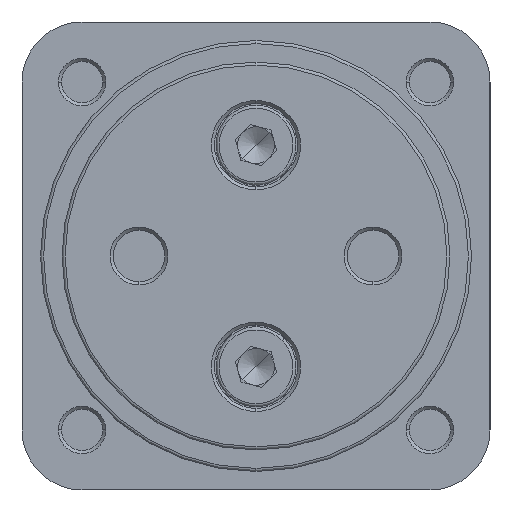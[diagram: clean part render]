
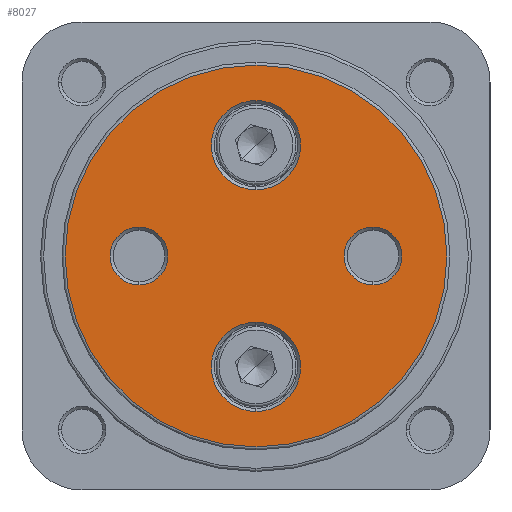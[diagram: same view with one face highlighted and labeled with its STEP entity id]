
A CAD part, left-side view. The second image highlights one B-rep face of the part: STEP entity #8027.
In plain terms, the highlighted planar face has unit normal (-1, 0, 0).
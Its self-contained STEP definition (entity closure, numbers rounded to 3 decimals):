
#10 = CARTESIAN_POINT ( 'NONE',  ( 0., 0., 25.25 ) ) ;
#16 = CARTESIAN_POINT ( 'NONE',  ( 0., -19., 4.7 ) ) ;
#18 = CARTESIAN_POINT ( 'NONE',  ( 0., -19., -4.7 ) ) ;
#32 = CARTESIAN_POINT ( 'NONE',  ( 0., 0., -25.25 ) ) ;
#35 = CARTESIAN_POINT ( 'NONE',  ( 0., 0., -10.75 ) ) ;
#256 = ORIENTED_EDGE ( 'NONE', *, *, #7053, .T. ) ;
#257 = ORIENTED_EDGE ( 'NONE', *, *, #6955, .T. ) ;
#258 = ORIENTED_EDGE ( 'NONE', *, *, #6969, .T. ) ;
#259 = ORIENTED_EDGE ( 'NONE', *, *, #7054, .T. ) ;
#260 = ORIENTED_EDGE ( 'NONE', *, *, #6965, .T. ) ;
#261 = ORIENTED_EDGE ( 'NONE', *, *, #7050, .T. ) ;
#262 = ORIENTED_EDGE ( 'NONE', *, *, #7001, .T. ) ;
#263 = ORIENTED_EDGE ( 'NONE', *, *, #7043, .T. ) ;
#264 = ORIENTED_EDGE ( 'NONE', *, *, #6997, .T. ) ;
#265 = ORIENTED_EDGE ( 'NONE', *, *, #7049, .T. ) ;
#774 = CIRCLE ( 'NONE', #7246, 31. ) ;
#786 = CIRCLE ( 'NONE', #7256, 7.25 ) ;
#792 = CIRCLE ( 'NONE', #7257, 7.25 ) ;
#834 = CIRCLE ( 'NONE', #7273, 4.7 ) ;
#840 = CIRCLE ( 'NONE', #7274, 4.7 ) ;
#904 = CIRCLE ( 'NONE', #7291, 4.7 ) ;
#910 = CIRCLE ( 'NONE', #7297, 4.7 ) ;
#911 = CIRCLE ( 'NONE', #7298, 7.25 ) ;
#914 = CIRCLE ( 'NONE', #7301, 31. ) ;
#915 = CIRCLE ( 'NONE', #7302, 7.25 ) ;
#1107 = CARTESIAN_POINT ( 'NONE',  ( 0., 0., 31. ) ) ;
#1837 = CARTESIAN_POINT ( 'NONE',  ( 0., 0., 0. ) ) ;
#1838 = DIRECTION ( 'NONE',  ( -1., 0., 0. ) ) ;
#1839 = DIRECTION ( 'NONE',  ( 0., 0., -1. ) ) ;
#1867 = CARTESIAN_POINT ( 'NONE',  ( 0., 0., 18. ) ) ;
#1868 = DIRECTION ( 'NONE',  ( 1., 0., 0. ) ) ;
#1869 = DIRECTION ( 'NONE',  ( 0., 0., -1. ) ) ;
#1877 = CARTESIAN_POINT ( 'NONE',  ( 0., 0., -18. ) ) ;
#1878 = DIRECTION ( 'NONE',  ( 1., 0., 0. ) ) ;
#1879 = DIRECTION ( 'NONE',  ( 0., 0., -1. ) ) ;
#1947 = CARTESIAN_POINT ( 'NONE',  ( 0., 19., 0. ) ) ;
#1948 = DIRECTION ( 'NONE',  ( 1., 0., 0. ) ) ;
#1949 = DIRECTION ( 'NONE',  ( 0., 0., -1. ) ) ;
#1957 = CARTESIAN_POINT ( 'NONE',  ( 0., -19., 0. ) ) ;
#1958 = DIRECTION ( 'NONE',  ( 1., 0., 0. ) ) ;
#1959 = DIRECTION ( 'NONE',  ( 0., 0., -1. ) ) ;
#2052 = CARTESIAN_POINT ( 'NONE',  ( 0., -19., 0. ) ) ;
#2059 = DIRECTION ( 'NONE',  ( 1., 0., 0. ) ) ;
#2060 = DIRECTION ( 'NONE',  ( 0., 0., -1. ) ) ;
#2070 = CARTESIAN_POINT ( 'NONE',  ( 0., 19., 0. ) ) ;
#2073 = CARTESIAN_POINT ( 'NONE',  ( 0., 0., 18. ) ) ;
#2077 = DIRECTION ( 'NONE',  ( 1., 0., 0. ) ) ;
#2078 = DIRECTION ( 'NONE',  ( 0., 0., -1. ) ) ;
#2080 = DIRECTION ( 'NONE',  ( 1., 0., 0. ) ) ;
#2081 = DIRECTION ( 'NONE',  ( 0., 0., -1. ) ) ;
#2082 = CARTESIAN_POINT ( 'NONE',  ( 0., 0., 0. ) ) ;
#2085 = CARTESIAN_POINT ( 'NONE',  ( 0., 0., -18. ) ) ;
#2089 = DIRECTION ( 'NONE',  ( -1., 0., 0. ) ) ;
#2090 = DIRECTION ( 'NONE',  ( 0., 0., -1. ) ) ;
#2092 = DIRECTION ( 'NONE',  ( 1., 0., 0. ) ) ;
#2093 = DIRECTION ( 'NONE',  ( 0., 0., -1. ) ) ;
#2899 = CARTESIAN_POINT ( 'NONE',  ( 0., 0., 0. ) ) ;
#2908 = PLANE ( 'NONE',  #7536 ) ;
#2911 = DIRECTION ( 'NONE',  ( 1., 0., 0. ) ) ;
#2912 = DIRECTION ( 'NONE',  ( 0., 0., -1. ) ) ;
#3653 = CARTESIAN_POINT ( 'NONE',  ( 0., 0., -31. ) ) ;
#3967 = CARTESIAN_POINT ( 'NONE',  ( 0., 0., 10.75 ) ) ;
#3968 = CARTESIAN_POINT ( 'NONE',  ( 0., 19., -4.7 ) ) ;
#3974 = CARTESIAN_POINT ( 'NONE',  ( 0., 19., 4.7 ) ) ;
#4000 = VERTEX_POINT ( 'NONE', #3653 ) ;
#4052 = VERTEX_POINT ( 'NONE', #3967 ) ;
#4063 = VERTEX_POINT ( 'NONE', #3974 ) ;
#4068 = VERTEX_POINT ( 'NONE', #3968 ) ;
#4094 = VERTEX_POINT ( 'NONE', #35 ) ;
#4097 = VERTEX_POINT ( 'NONE', #32 ) ;
#4111 = VERTEX_POINT ( 'NONE', #18 ) ;
#4113 = VERTEX_POINT ( 'NONE', #16 ) ;
#4119 = VERTEX_POINT ( 'NONE', #10 ) ;
#4162 = VERTEX_POINT ( 'NONE', #1107 ) ;
#4664 = EDGE_LOOP ( 'NONE', ( #260, #261 ) ) ;
#4669 = EDGE_LOOP ( 'NONE', ( #256, #257 ) ) ;
#4680 = EDGE_LOOP ( 'NONE', ( #262, #263 ) ) ;
#4681 = EDGE_LOOP ( 'NONE', ( #258, #259 ) ) ;
#4683 = EDGE_LOOP ( 'NONE', ( #264, #265 ) ) ;
#5409 = FACE_BOUND ( 'NONE', #4683, .T. ) ;
#5413 = FACE_OUTER_BOUND ( 'NONE', #4669, .T. ) ;
#5419 = FACE_BOUND ( 'NONE', #4681, .T. ) ;
#5421 = FACE_BOUND ( 'NONE', #4664, .T. ) ;
#5423 = FACE_BOUND ( 'NONE', #4680, .T. ) ;
#6955 = EDGE_CURVE ( 'NONE', #4162, #4000, #774, .T. ) ;
#6965 = EDGE_CURVE ( 'NONE', #4119, #4052, #786, .T. ) ;
#6969 = EDGE_CURVE ( 'NONE', #4094, #4097, #792, .T. ) ;
#6997 = EDGE_CURVE ( 'NONE', #4063, #4068, #834, .T. ) ;
#7001 = EDGE_CURVE ( 'NONE', #4113, #4111, #840, .T. ) ;
#7043 = EDGE_CURVE ( 'NONE', #4111, #4113, #904, .T. ) ;
#7049 = EDGE_CURVE ( 'NONE', #4068, #4063, #910, .T. ) ;
#7050 = EDGE_CURVE ( 'NONE', #4052, #4119, #911, .T. ) ;
#7053 = EDGE_CURVE ( 'NONE', #4000, #4162, #914, .T. ) ;
#7054 = EDGE_CURVE ( 'NONE', #4097, #4094, #915, .T. ) ;
#7246 = AXIS2_PLACEMENT_3D ( 'NONE', #1837, #1838, #1839 ) ;
#7256 = AXIS2_PLACEMENT_3D ( 'NONE', #1867, #1868, #1869 ) ;
#7257 = AXIS2_PLACEMENT_3D ( 'NONE', #1877, #1878, #1879 ) ;
#7273 = AXIS2_PLACEMENT_3D ( 'NONE', #1947, #1948, #1949 ) ;
#7274 = AXIS2_PLACEMENT_3D ( 'NONE', #1957, #1958, #1959 ) ;
#7291 = AXIS2_PLACEMENT_3D ( 'NONE', #2052, #2059, #2060 ) ;
#7297 = AXIS2_PLACEMENT_3D ( 'NONE', #2070, #2077, #2078 ) ;
#7298 = AXIS2_PLACEMENT_3D ( 'NONE', #2073, #2080, #2081 ) ;
#7301 = AXIS2_PLACEMENT_3D ( 'NONE', #2082, #2089, #2090 ) ;
#7302 = AXIS2_PLACEMENT_3D ( 'NONE', #2085, #2092, #2093 ) ;
#7536 = AXIS2_PLACEMENT_3D ( 'NONE', #2899, #2911, #2912 ) ;
#8027 = ADVANCED_FACE ( 'NONE', ( #5413, #5419, #5421, #5423, #5409 ), #2908, .F. ) ;
